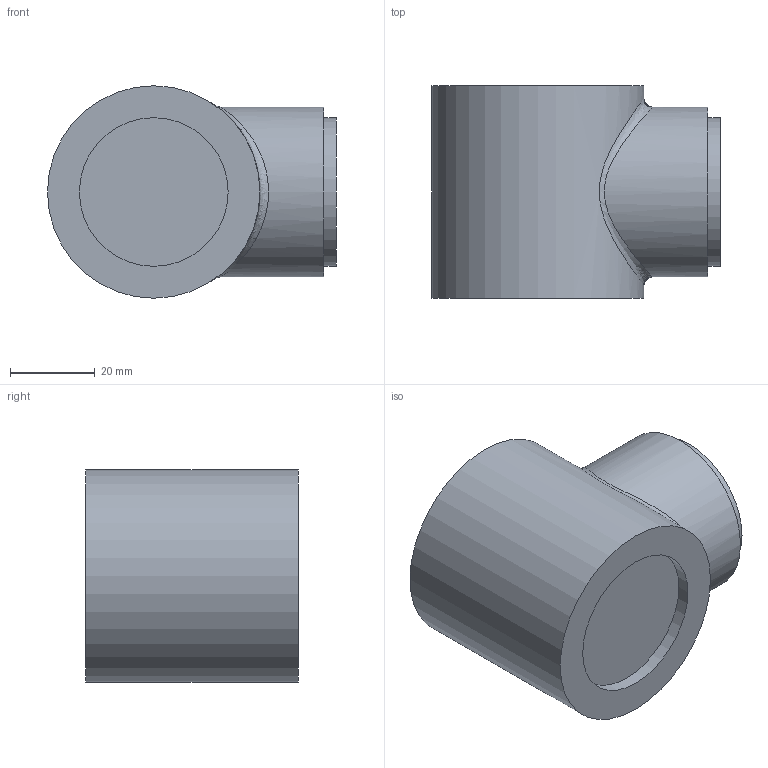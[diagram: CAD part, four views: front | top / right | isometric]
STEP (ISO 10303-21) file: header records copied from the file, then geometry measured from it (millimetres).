
FILE_DESCRIPTION(/* description */ (''),/* implementation_level */ '2;1');
FILE_NAME(/* name */ 'link5.step',/* time_stamp */ '2026-02-10T22:24:59+05:30',/* author */ (''),/* organization */ (''),/* preprocessor_version */ 'ST-DEVELOPER v20.1',/* originating_system */ 'Autodesk Translation Framework v14.24.0.0',/* authorisation */ '');
FILE_SCHEMA (('AUTOMOTIVE_DESIGN { 1 0 10303 214 3 1 1 }'));
Length unit declared in the file: millimetre
Products named in the file (1): 2026-02-10-22-24-59-487
Bounding box: 68 x 50 x 50 mm (x, y, z)
Volume: 116958.5 mm3; surface area: 15059.1 mm2
Topology: 1 solids, 1 shells, 12 faces, 18 edges, 12 vertices
Faces by surface type: plane 6, cylinder 5, bspline 1
Full cylindrical faces by diameter (mm): 35 x3, 40 x1, 50 x1
Entity records: 478 total; most frequent: CARTESIAN_POINT 225, DIRECTION 49, ORIENTED_EDGE 36, AXIS2_PLACEMENT_3D 22, EDGE_CURVE 18, EDGE_LOOP 16, FACE_OUTER_BOUND 12, VERTEX_POINT 12
